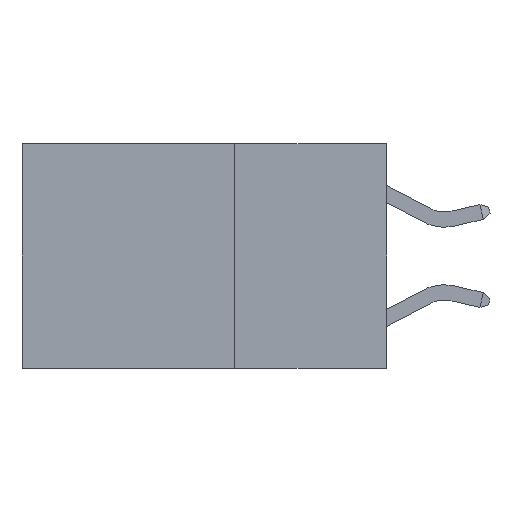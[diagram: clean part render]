
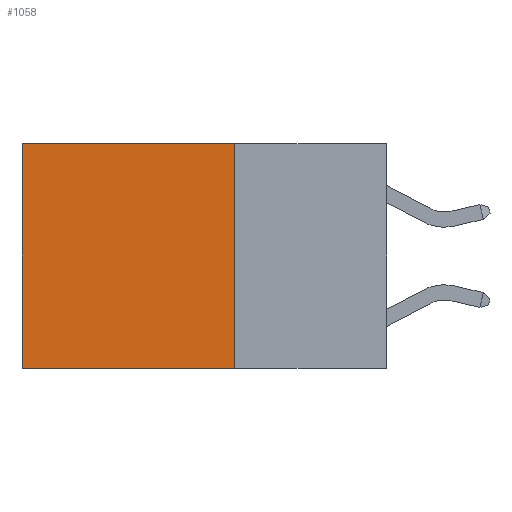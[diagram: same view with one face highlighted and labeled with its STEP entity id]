
A CAD part, left-side view. The second image highlights one B-rep face of the part: STEP entity #1058.
In plain terms, the highlighted planar face has unit normal (-1, 0, 0).
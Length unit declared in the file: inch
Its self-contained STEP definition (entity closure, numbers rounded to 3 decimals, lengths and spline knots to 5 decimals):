
#506 = CARTESIAN_POINT ( 'NONE',  ( 0.2625, 0.25, 0. ) ) ;
#675 = LINE ( 'NONE', #5648, #9148 ) ;
#758 = VERTEX_POINT ( 'NONE', #11937 ) ;
#1058 = ADVANCED_FACE ( 'NONE', ( #5305 ), #11367, .F. ) ;
#1621 = DIRECTION ( 'NONE',  ( 0., 0., -1. ) ) ;
#3355 = ORIENTED_EDGE ( 'NONE', *, *, #5979, .F. ) ;
#3368 = ORIENTED_EDGE ( 'NONE', *, *, #5256, .T. ) ;
#3421 = AXIS2_PLACEMENT_3D ( 'NONE', #4746, #5863, #13593 ) ;
#3626 = CARTESIAN_POINT ( 'NONE',  ( 0.2625, 0.25, -0.37 ) ) ;
#4219 = EDGE_CURVE ( 'NONE', #7478, #7190, #10228, .T. ) ;
#4620 = CARTESIAN_POINT ( 'NONE',  ( 0.2625, 0.25, -0.37 ) ) ;
#4746 = CARTESIAN_POINT ( 'NONE',  ( 0.2625, 0.25, 0. ) ) ;
#5256 = EDGE_CURVE ( 'NONE', #7478, #8439, #675, .T. ) ;
#5305 = FACE_OUTER_BOUND ( 'NONE', #10407, .T. ) ;
#5648 = CARTESIAN_POINT ( 'NONE',  ( 0.2625, 0.25, 0. ) ) ;
#5863 = DIRECTION ( 'NONE',  ( 1., 0., 0. ) ) ;
#5919 = CARTESIAN_POINT ( 'NONE',  ( 0.2625, 0.6, 0. ) ) ;
#5979 = EDGE_CURVE ( 'NONE', #7190, #758, #10514, .T. ) ;
#6015 = EDGE_CURVE ( 'NONE', #8439, #758, #6897, .T. ) ;
#6653 = CARTESIAN_POINT ( 'NONE',  ( 0.2625, 0.6, 0. ) ) ;
#6728 = DIRECTION ( 'NONE',  ( 0., 1., 0. ) ) ;
#6897 = LINE ( 'NONE', #5919, #13137 ) ;
#7190 = VERTEX_POINT ( 'NONE', #4620 ) ;
#7282 = VECTOR ( 'NONE', #1621, 39.37008 ) ;
#7462 = ORIENTED_EDGE ( 'NONE', *, *, #6015, .T. ) ;
#7478 = VERTEX_POINT ( 'NONE', #12833 ) ;
#8132 = ORIENTED_EDGE ( 'NONE', *, *, #4219, .F. ) ;
#8439 = VERTEX_POINT ( 'NONE', #6653 ) ;
#9148 = VECTOR ( 'NONE', #6728, 39.37008 ) ;
#10177 = VECTOR ( 'NONE', #10247, 39.37008 ) ;
#10228 = LINE ( 'NONE', #506, #7282 ) ;
#10247 = DIRECTION ( 'NONE',  ( 0., 1., 0. ) ) ;
#10407 = EDGE_LOOP ( 'NONE', ( #7462, #3355, #8132, #3368 ) ) ;
#10514 = LINE ( 'NONE', #3626, #10177 ) ;
#11367 = PLANE ( 'NONE',  #3421 ) ;
#11937 = CARTESIAN_POINT ( 'NONE',  ( 0.2625, 0.6, -0.37 ) ) ;
#12531 = DIRECTION ( 'NONE',  ( 0., 0., -1. ) ) ;
#12833 = CARTESIAN_POINT ( 'NONE',  ( 0.2625, 0.25, 0. ) ) ;
#13137 = VECTOR ( 'NONE', #12531, 39.37008 ) ;
#13593 = DIRECTION ( 'NONE',  ( 0., 0., -1. ) ) ;
